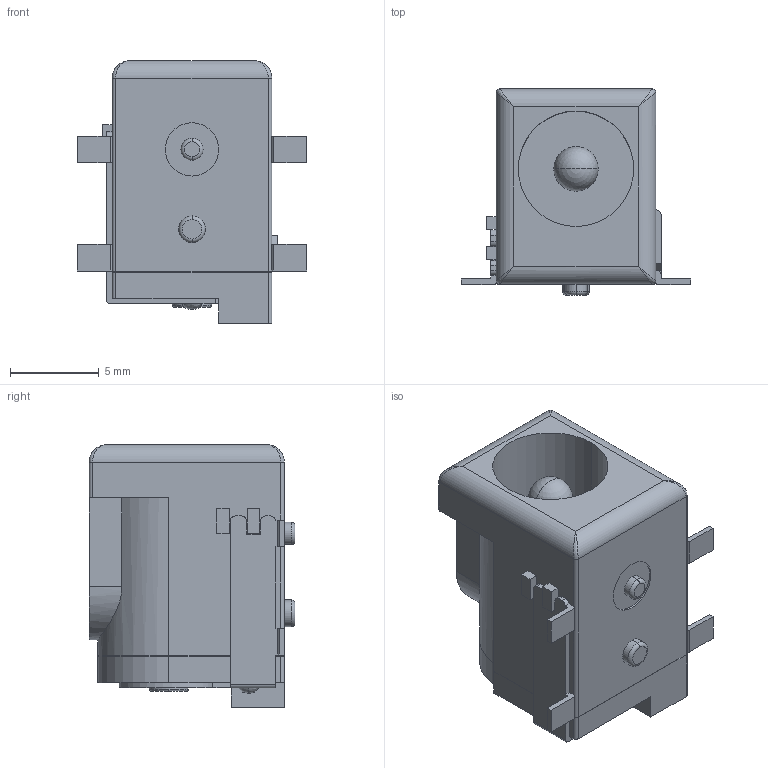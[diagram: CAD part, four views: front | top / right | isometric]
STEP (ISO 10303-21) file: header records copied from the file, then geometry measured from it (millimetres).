
FILE_DESCRIPTION((''),'2;1');
FILE_NAME('DC-005-25A-25-SMT','2020-09-12T',('cwg'),(''),'PRO/ENGINEER BY PARAMETRIC TECHNOLOGY CORPORATION, 2010280','PRO/ENGINEER BY PARAMETRIC TECHNOLOGY CORPORATION, 2010280','');
FILE_SCHEMA(('CONFIG_CONTROL_DESIGN'));
Length unit declared in the file: millimetre
Products named in the file (1): DC-005-25A-25-SMT
Bounding box: 12.9 x 11.6 x 14.8 mm (x, y, z)
Volume: 1003.6 mm3; surface area: 1148 mm2
Topology: 2 solids, 2 shells, 189 faces, 496 edges, 319 vertices
Faces by surface type: plane 126, cylinder 49, torus 6, bspline 6, sphere 2
Entity records: 6058 total; most frequent: CARTESIAN_POINT 1316, ORIENTED_EDGE 988, DIRECTION 961, EDGE_CURVE 494, VECTOR 375, LINE 375, VERTEX_POINT 319, AXIS2_PLACEMENT_3D 293
